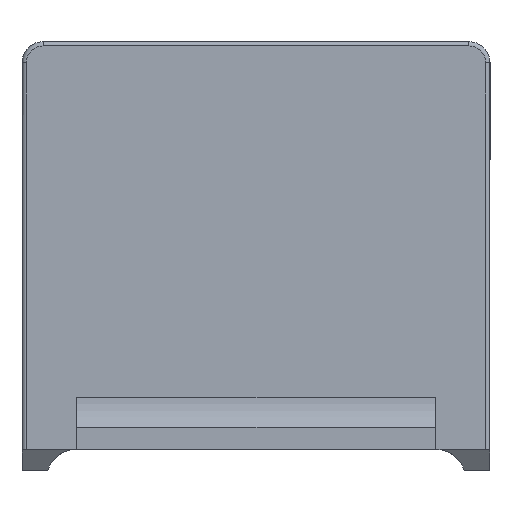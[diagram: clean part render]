
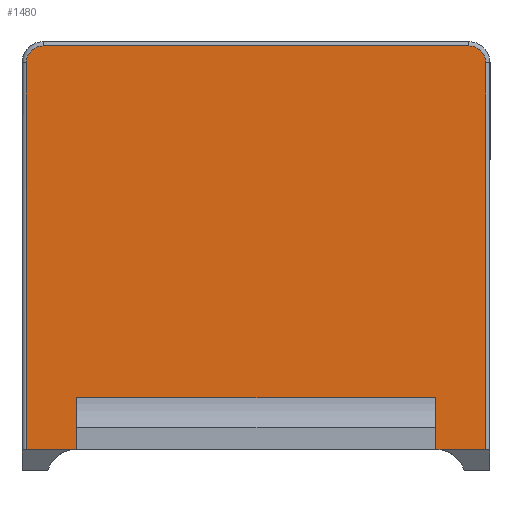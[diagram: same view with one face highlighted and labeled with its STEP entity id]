
A CAD part, left-side view. The second image highlights one B-rep face of the part: STEP entity #1480.
In plain terms, the highlighted planar face has unit normal (-1, 0, 0).
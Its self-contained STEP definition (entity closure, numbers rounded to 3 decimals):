
#643=AXIS2_PLACEMENT_3D('Circle Axis2P3D',#641,#642,$) ;
#986=AXIS2_PLACEMENT_3D('Circle Axis2P3D',#984,#985,$) ;
#1412=AXIS2_PLACEMENT_3D('Plane Axis2P3D',#1409,#1410,#1411) ;
#1442=AXIS2_PLACEMENT_3D('Circle Axis2P3D',#1440,#1441,$) ;
#1456=AXIS2_PLACEMENT_3D('Circle Axis2P3D',#1454,#1455,$) ;
#514=CARTESIAN_POINT('Vertex',(1.05,2.575,0.999)) ;
#535=CARTESIAN_POINT('Vertex',(1.05,19.425,1.)) ;
#641=CARTESIAN_POINT('Axis2P3D Location',(1.05,19.386,-0.5)) ;
#645=CARTESIAN_POINT('Vertex',(1.05,19.66,0.975)) ;
#981=CARTESIAN_POINT('Vertex',(1.05,2.34,0.975)) ;
#984=CARTESIAN_POINT('Axis2P3D Location',(1.05,2.614,-0.5)) ;
#1233=CARTESIAN_POINT('Line Origine',(1.05,2.575,2.2)) ;
#1237=CARTESIAN_POINT('Vertex',(1.05,2.575,3.4)) ;
#1307=CARTESIAN_POINT('Vertex',(1.05,19.425,3.4)) ;
#1310=CARTESIAN_POINT('Line Origine',(1.05,19.425,2.2)) ;
#1409=CARTESIAN_POINT('Axis2P3D Location',(1.05,11.,0.)) ;
#1414=CARTESIAN_POINT('Line Origine',(1.05,20.73,0.975)) ;
#1418=CARTESIAN_POINT('Vertex',(1.05,21.8,0.975)) ;
#1421=CARTESIAN_POINT('Line Origine',(1.05,11.,3.4)) ;
#1426=CARTESIAN_POINT('Line Origine',(1.05,1.27,0.975)) ;
#1430=CARTESIAN_POINT('Vertex',(1.05,0.2,0.975)) ;
#1433=CARTESIAN_POINT('Line Origine',(1.05,0.2,10.062)) ;
#1437=CARTESIAN_POINT('Vertex',(1.05,0.2,19.15)) ;
#1440=CARTESIAN_POINT('Axis2P3D Location',(1.05,1.,19.15)) ;
#1444=CARTESIAN_POINT('Vertex',(1.05,1.,19.95)) ;
#1447=CARTESIAN_POINT('Line Origine',(1.05,11.,19.95)) ;
#1451=CARTESIAN_POINT('Vertex',(1.05,21.,19.95)) ;
#1454=CARTESIAN_POINT('Axis2P3D Location',(1.05,21.,19.15)) ;
#1458=CARTESIAN_POINT('Vertex',(1.05,21.8,19.15)) ;
#1461=CARTESIAN_POINT('Line Origine',(1.05,21.8,10.062)) ;
#642=DIRECTION('Axis2P3D Direction',(-1.,0.,0.)) ;
#985=DIRECTION('Axis2P3D Direction',(-1.,0.,0.)) ;
#1234=DIRECTION('Vector Direction',(0.,0.,-1.)) ;
#1311=DIRECTION('Vector Direction',(0.,0.,-1.)) ;
#1410=DIRECTION('Axis2P3D Direction',(-1.,0.,0.)) ;
#1411=DIRECTION('Axis2P3D XDirection',(0.,-1.,0.)) ;
#1415=DIRECTION('Vector Direction',(0.,1.,0.)) ;
#1422=DIRECTION('Vector Direction',(0.,-1.,0.)) ;
#1427=DIRECTION('Vector Direction',(0.,1.,0.)) ;
#1434=DIRECTION('Vector Direction',(0.,0.,1.)) ;
#1441=DIRECTION('Axis2P3D Direction',(-1.,0.,0.)) ;
#1448=DIRECTION('Vector Direction',(0.,-1.,0.)) ;
#1455=DIRECTION('Axis2P3D Direction',(-1.,0.,0.)) ;
#1462=DIRECTION('Vector Direction',(0.,0.,1.)) ;
#1235=VECTOR('Line Direction',#1234,1.) ;
#1312=VECTOR('Line Direction',#1311,1.) ;
#1416=VECTOR('Line Direction',#1415,1.) ;
#1423=VECTOR('Line Direction',#1422,1.) ;
#1428=VECTOR('Line Direction',#1427,1.) ;
#1435=VECTOR('Line Direction',#1434,1.) ;
#1449=VECTOR('Line Direction',#1448,1.) ;
#1463=VECTOR('Line Direction',#1462,1.) ;
#1467=ORIENTED_EDGE('',*,*,#1420,.F.) ;
#1468=ORIENTED_EDGE('',*,*,#647,.T.) ;
#1469=ORIENTED_EDGE('',*,*,#1314,.T.) ;
#1470=ORIENTED_EDGE('',*,*,#1425,.T.) ;
#1471=ORIENTED_EDGE('',*,*,#1239,.F.) ;
#1472=ORIENTED_EDGE('',*,*,#988,.T.) ;
#1473=ORIENTED_EDGE('',*,*,#1432,.F.) ;
#1474=ORIENTED_EDGE('',*,*,#1439,.T.) ;
#1475=ORIENTED_EDGE('',*,*,#1446,.T.) ;
#1476=ORIENTED_EDGE('',*,*,#1453,.T.) ;
#1477=ORIENTED_EDGE('',*,*,#1460,.T.) ;
#1478=ORIENTED_EDGE('',*,*,#1465,.T.) ;
#1480=ADVANCED_FACE('KLTR',(#1479),#1413,.T.) ;
#644=CIRCLE('generated circle',#643,1.5) ;
#987=CIRCLE('generated circle',#986,1.5) ;
#1443=CIRCLE('generated circle',#1442,0.8) ;
#1457=CIRCLE('generated circle',#1456,0.8) ;
#647=EDGE_CURVE('',#646,#536,#644,.F.) ;
#988=EDGE_CURVE('',#515,#982,#987,.F.) ;
#1239=EDGE_CURVE('',#515,#1238,#1236,.F.) ;
#1314=EDGE_CURVE('',#536,#1308,#1313,.F.) ;
#1420=EDGE_CURVE('',#646,#1419,#1417,.T.) ;
#1425=EDGE_CURVE('',#1308,#1238,#1424,.T.) ;
#1432=EDGE_CURVE('',#1431,#982,#1429,.T.) ;
#1439=EDGE_CURVE('',#1431,#1438,#1436,.T.) ;
#1446=EDGE_CURVE('',#1438,#1445,#1443,.T.) ;
#1453=EDGE_CURVE('',#1445,#1452,#1450,.F.) ;
#1460=EDGE_CURVE('',#1452,#1459,#1457,.T.) ;
#1465=EDGE_CURVE('',#1459,#1419,#1464,.F.) ;
#1466=EDGE_LOOP('',(#1467,#1468,#1469,#1470,#1471,#1472,#1473,#1474,#1475,#1476,#1477,#1478)) ;
#1479=FACE_OUTER_BOUND('',#1466,.T.) ;
#1236=LINE('Line',#1233,#1235) ;
#1313=LINE('Line',#1310,#1312) ;
#1417=LINE('Line',#1414,#1416) ;
#1424=LINE('Line',#1421,#1423) ;
#1429=LINE('Line',#1426,#1428) ;
#1436=LINE('Line',#1433,#1435) ;
#1450=LINE('Line',#1447,#1449) ;
#1464=LINE('Line',#1461,#1463) ;
#1413=PLANE('',#1412) ;
#515=VERTEX_POINT('',#514) ;
#536=VERTEX_POINT('',#535) ;
#646=VERTEX_POINT('',#645) ;
#982=VERTEX_POINT('',#981) ;
#1238=VERTEX_POINT('',#1237) ;
#1308=VERTEX_POINT('',#1307) ;
#1419=VERTEX_POINT('',#1418) ;
#1431=VERTEX_POINT('',#1430) ;
#1438=VERTEX_POINT('',#1437) ;
#1445=VERTEX_POINT('',#1444) ;
#1452=VERTEX_POINT('',#1451) ;
#1459=VERTEX_POINT('',#1458) ;
